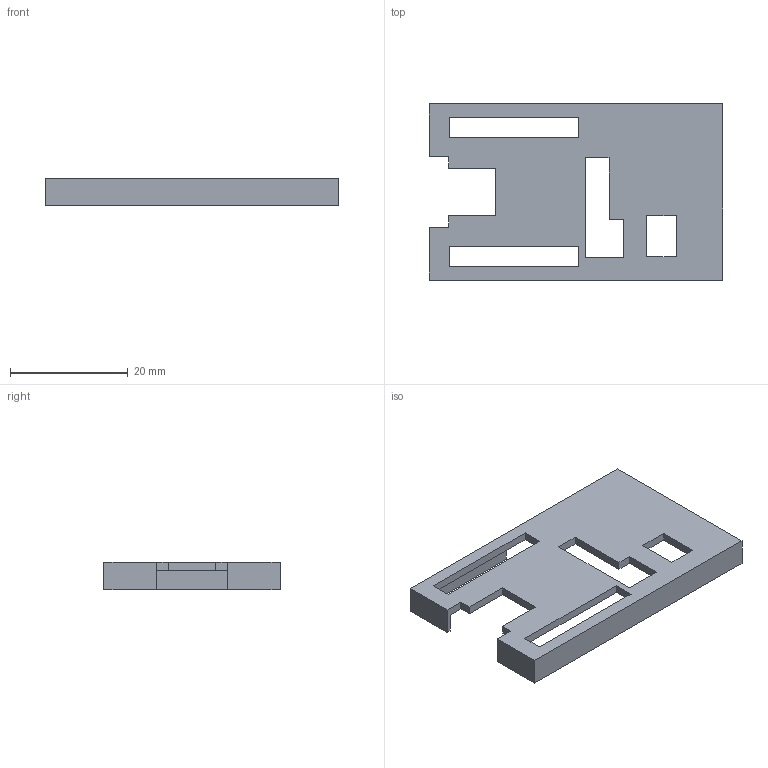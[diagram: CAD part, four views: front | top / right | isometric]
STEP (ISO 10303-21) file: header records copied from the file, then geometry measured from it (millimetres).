
FILE_DESCRIPTION(('FreeCAD Model'),'2;1');
FILE_NAME( 'enclosure_up.step', '2015-04-01T14:20:52',('Author'),(''), 'Open CASCADE STEP processor 6.8','FreeCAD','Unknown');
FILE_SCHEMA(('AUTOMOTIVE_DESIGN_CC2 { 1 2 10303 214 -1 1 5 4 }'));
Length unit declared in the file: millimetre
Products named in the file (1): rx_pins_e_up
Bounding box: 49.75 x 29.9 x 4.7 mm (x, y, z)
Volume: 1863.1 mm3; surface area: 3579.2 mm2
Topology: 1 solids, 1 shells, 42 faces, 123 edges, 83 vertices
Faces by surface type: plane 42
Entity records: 2942 total; most frequent: CARTESIAN_POINT 560, DIRECTION 390, LINE 304, VECTOR 304, ORIENTED_EDGE 246, PCURVE 246, DEFINITIONAL_REPRESENTATION 246, EDGE_CURVE 123
